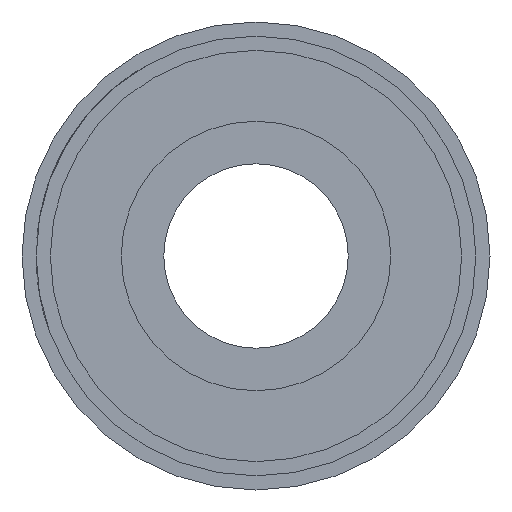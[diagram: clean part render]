
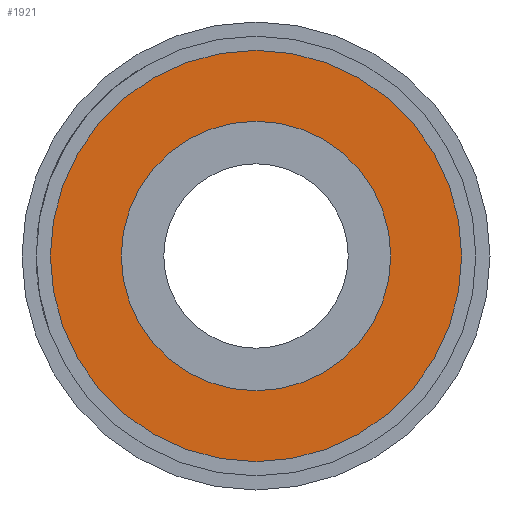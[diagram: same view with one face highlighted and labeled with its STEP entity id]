
A CAD part, left-side view. The second image highlights one B-rep face of the part: STEP entity #1921.
In plain terms, the highlighted planar face has unit normal (-1, 0, 0).
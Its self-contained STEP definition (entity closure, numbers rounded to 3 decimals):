
#23 = CIRCLE ( 'NONE', #4666, 14.5 ) ;
#146 = DIRECTION ( 'NONE',  ( 0., 0., 1. ) ) ;
#496 = EDGE_CURVE ( 'NONE', #4309, #7660, #7333, .T. ) ;
#1637 = CIRCLE ( 'NONE', #4411, 14.5 ) ;
#1649 = VERTEX_POINT ( 'NONE', #2649 ) ;
#1802 = DIRECTION ( 'NONE',  ( 0., 0., 1. ) ) ;
#1921 = ADVANCED_FACE ( 'NONE', ( #2751, #5435 ), #8404, .F. ) ;
#2085 = DIRECTION ( 'NONE',  ( 0., 0., 1. ) ) ;
#2131 = DIRECTION ( 'NONE',  ( -1., 0., 0. ) ) ;
#2173 = CARTESIAN_POINT ( 'NONE',  ( 0., 0., 0. ) ) ;
#2489 = DIRECTION ( 'NONE',  ( -1., 0., 0. ) ) ;
#2575 = CARTESIAN_POINT ( 'NONE',  ( 0., 0., 0. ) ) ;
#2610 = EDGE_LOOP ( 'NONE', ( #5664, #3663 ) ) ;
#2649 = CARTESIAN_POINT ( 'NONE',  ( 0., 0., 14.5 ) ) ;
#2751 = FACE_BOUND ( 'NONE', #4376, .T. ) ;
#2818 = DIRECTION ( 'NONE',  ( 0., 0., 1. ) ) ;
#3436 = EDGE_CURVE ( 'NONE', #1649, #8557, #23, .T. ) ;
#3608 = CARTESIAN_POINT ( 'NONE',  ( 0., 0., -9.5 ) ) ;
#3663 = ORIENTED_EDGE ( 'NONE', *, *, #6453, .T. ) ;
#4166 = DIRECTION ( 'NONE',  ( -1., 0., 0. ) ) ;
#4210 = CARTESIAN_POINT ( 'NONE',  ( 0., 0., 0. ) ) ;
#4267 = DIRECTION ( 'NONE',  ( 0., 0., -1. ) ) ;
#4309 = VERTEX_POINT ( 'NONE', #3608 ) ;
#4376 = EDGE_LOOP ( 'NONE', ( #5801, #7211 ) ) ;
#4411 = AXIS2_PLACEMENT_3D ( 'NONE', #2575, #2489, #1802 ) ;
#4666 = AXIS2_PLACEMENT_3D ( 'NONE', #4210, #4166, #146 ) ;
#4864 = DIRECTION ( 'NONE',  ( -1., 0., 0. ) ) ;
#4890 = CARTESIAN_POINT ( 'NONE',  ( 0., 0., -14.5 ) ) ;
#5435 = FACE_OUTER_BOUND ( 'NONE', #2610, .T. ) ;
#5624 = CARTESIAN_POINT ( 'NONE',  ( 0., 0., 0. ) ) ;
#5664 = ORIENTED_EDGE ( 'NONE', *, *, #3436, .T. ) ;
#5801 = ORIENTED_EDGE ( 'NONE', *, *, #5948, .F. ) ;
#5948 = EDGE_CURVE ( 'NONE', #7660, #4309, #6283, .T. ) ;
#6272 = CARTESIAN_POINT ( 'NONE',  ( 0., 0., 0. ) ) ;
#6283 = CIRCLE ( 'NONE', #8323, 9.5 ) ;
#6424 = CARTESIAN_POINT ( 'NONE',  ( 0., 0., 9.5 ) ) ;
#6453 = EDGE_CURVE ( 'NONE', #8557, #1649, #1637, .T. ) ;
#7211 = ORIENTED_EDGE ( 'NONE', *, *, #496, .F. ) ;
#7333 = CIRCLE ( 'NONE', #8505, 9.5 ) ;
#7660 = VERTEX_POINT ( 'NONE', #6424 ) ;
#8323 = AXIS2_PLACEMENT_3D ( 'NONE', #6272, #2131, #2085 ) ;
#8404 = PLANE ( 'NONE',  #8438 ) ;
#8438 = AXIS2_PLACEMENT_3D ( 'NONE', #5624, #8988, #4267 ) ;
#8505 = AXIS2_PLACEMENT_3D ( 'NONE', #2173, #4864, #2818 ) ;
#8557 = VERTEX_POINT ( 'NONE', #4890 ) ;
#8988 = DIRECTION ( 'NONE',  ( 1., 0., 0. ) ) ;
